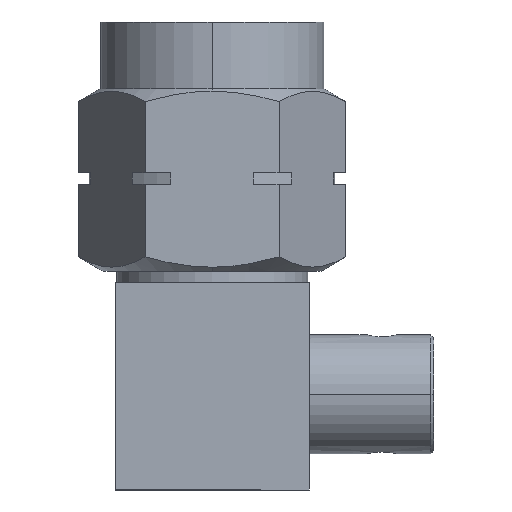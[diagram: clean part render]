
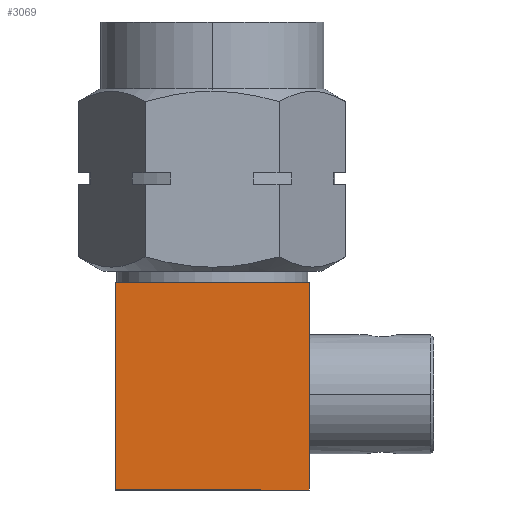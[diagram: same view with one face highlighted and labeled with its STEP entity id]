
A CAD part, left-side view. The second image highlights one B-rep face of the part: STEP entity #3069.
In plain terms, the highlighted planar face has unit normal (-1, 0, 0).
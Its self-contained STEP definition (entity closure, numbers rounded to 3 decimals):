
#203 = CARTESIAN_POINT ( 'NONE',  ( -3.35, 3.35, -22.85 ) ) ;
#357 = DIRECTION ( 'NONE',  ( 0., 1., 0. ) ) ;
#441 = VERTEX_POINT ( 'NONE', #2329 ) ;
#446 = LINE ( 'NONE', #3128, #1497 ) ;
#740 = VERTEX_POINT ( 'NONE', #1163 ) ;
#756 = ORIENTED_EDGE ( 'NONE', *, *, #3758, .T. ) ;
#816 = ORIENTED_EDGE ( 'NONE', *, *, #3848, .T. ) ;
#1163 = CARTESIAN_POINT ( 'NONE',  ( -3.35, -3.35, -9. ) ) ;
#1497 = VECTOR ( 'NONE', #3161, 1000. ) ;
#1651 = DIRECTION ( 'NONE',  ( 0., 0., 1. ) ) ;
#1653 = CARTESIAN_POINT ( 'NONE',  ( -3.35, 2.5, -16.15 ) ) ;
#1801 = DIRECTION ( 'NONE',  ( 1., 0., 0. ) ) ;
#1807 = AXIS2_PLACEMENT_3D ( 'NONE', #4329, #1801, #3595 ) ;
#1938 = EDGE_LOOP ( 'NONE', ( #2055, #756, #816, #4102 ) ) ;
#2055 = ORIENTED_EDGE ( 'NONE', *, *, #3321, .T. ) ;
#2235 = PLANE ( 'NONE',  #1807 ) ;
#2329 = CARTESIAN_POINT ( 'NONE',  ( -3.35, 3.35, -9. ) ) ;
#2356 = EDGE_CURVE ( 'NONE', #3920, #441, #3452, .T. ) ;
#2563 = FACE_OUTER_BOUND ( 'NONE', #1938, .T. ) ;
#2859 = CARTESIAN_POINT ( 'NONE',  ( -3.35, 8.5, -9. ) ) ;
#2968 = VECTOR ( 'NONE', #1651, 1000. ) ;
#2976 = CARTESIAN_POINT ( 'NONE',  ( -3.35, 3.35, -16.15 ) ) ;
#3069 = ADVANCED_FACE ( 'NONE', ( #2563 ), #2235, .F. ) ;
#3128 = CARTESIAN_POINT ( 'NONE',  ( -3.35, -3.35, -22.85 ) ) ;
#3161 = DIRECTION ( 'NONE',  ( 0., 0., 1. ) ) ;
#3321 = EDGE_CURVE ( 'NONE', #3920, #3382, #3975, .T. ) ;
#3350 = VECTOR ( 'NONE', #357, 1000. ) ;
#3382 = VERTEX_POINT ( 'NONE', #3512 ) ;
#3452 = LINE ( 'NONE', #203, #2968 ) ;
#3512 = CARTESIAN_POINT ( 'NONE',  ( -3.35, -3.35, -16.15 ) ) ;
#3552 = VECTOR ( 'NONE', #4141, 1000. ) ;
#3595 = DIRECTION ( 'NONE',  ( 0., -1., 0. ) ) ;
#3758 = EDGE_CURVE ( 'NONE', #3382, #740, #446, .T. ) ;
#3848 = EDGE_CURVE ( 'NONE', #740, #441, #3903, .T. ) ;
#3903 = LINE ( 'NONE', #2859, #3350 ) ;
#3920 = VERTEX_POINT ( 'NONE', #2976 ) ;
#3975 = LINE ( 'NONE', #1653, #3552 ) ;
#4102 = ORIENTED_EDGE ( 'NONE', *, *, #2356, .F. ) ;
#4141 = DIRECTION ( 'NONE',  ( 0., -1., 0. ) ) ;
#4329 = CARTESIAN_POINT ( 'NONE',  ( -3.35, -3.35, -22.85 ) ) ;
